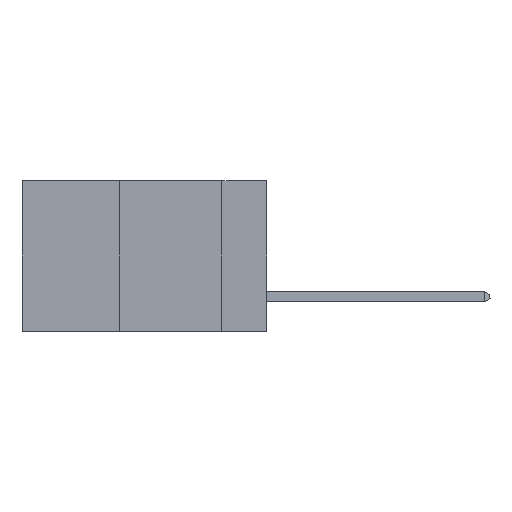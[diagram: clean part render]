
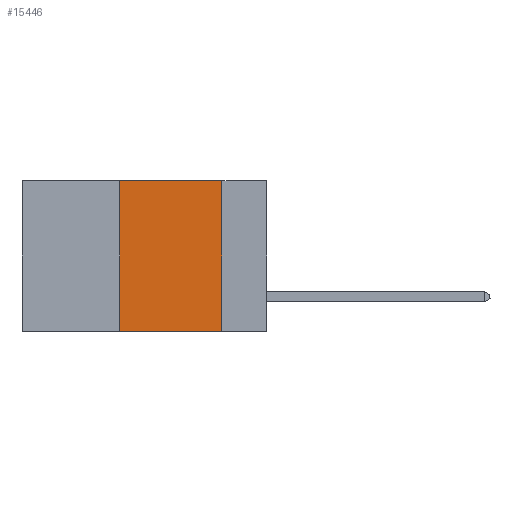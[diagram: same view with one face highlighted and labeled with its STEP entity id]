
A CAD part, left-side view. The second image highlights one B-rep face of the part: STEP entity #15446.
In plain terms, the highlighted planar face has unit normal (-1, 0, 0).
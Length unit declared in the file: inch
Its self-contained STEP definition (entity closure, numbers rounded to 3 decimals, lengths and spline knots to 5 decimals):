
#773 = VERTEX_POINT ( 'NONE', #890 ) ;
#890 = CARTESIAN_POINT ( 'NONE',  ( 0., 0.36, 0. ) ) ;
#1544 = ORIENTED_EDGE ( 'NONE', *, *, #30898, .F. ) ;
#2542 = CARTESIAN_POINT ( 'NONE',  ( 0., 0.6, 0. ) ) ;
#3383 = LINE ( 'NONE', #19453, #6601 ) ;
#4275 = ORIENTED_EDGE ( 'NONE', *, *, #30301, .T. ) ;
#4808 = VERTEX_POINT ( 'NONE', #14965 ) ;
#5800 = VECTOR ( 'NONE', #22573, 39.37008 ) ;
#6601 = VECTOR ( 'NONE', #25570, 39.37008 ) ;
#8630 = LINE ( 'NONE', #27975, #5800 ) ;
#8678 = PLANE ( 'NONE',  #11366 ) ;
#10256 = VERTEX_POINT ( 'NONE', #33845 ) ;
#10666 = ORIENTED_EDGE ( 'NONE', *, *, #35905, .F. ) ;
#10957 = VECTOR ( 'NONE', #29696, 39.37008 ) ;
#11366 = AXIS2_PLACEMENT_3D ( 'NONE', #2542, #35448, #23432 ) ;
#14965 = CARTESIAN_POINT ( 'NONE',  ( 0., 0.36, -0.37 ) ) ;
#15446 = ADVANCED_FACE ( 'NONE', ( #30558 ), #8678, .F. ) ;
#17006 = CARTESIAN_POINT ( 'NONE',  ( 0., 0.36, 0. ) ) ;
#19453 = CARTESIAN_POINT ( 'NONE',  ( 0., 0.6, -0.37 ) ) ;
#20921 = ORIENTED_EDGE ( 'NONE', *, *, #30462, .F. ) ;
#21151 = CARTESIAN_POINT ( 'NONE',  ( 0., 0.11, 0. ) ) ;
#22573 = DIRECTION ( 'NONE',  ( 0., -1., 0. ) ) ;
#23432 = DIRECTION ( 'NONE',  ( 0., 0., -1. ) ) ;
#25570 = DIRECTION ( 'NONE',  ( 0., -1., 0. ) ) ;
#27975 = CARTESIAN_POINT ( 'NONE',  ( 0., 0.6, 0. ) ) ;
#29696 = DIRECTION ( 'NONE',  ( 0., 0., -1. ) ) ;
#29927 = LINE ( 'NONE', #17006, #34092 ) ;
#30180 = VERTEX_POINT ( 'NONE', #30694 ) ;
#30301 = EDGE_CURVE ( 'NONE', #4808, #30180, #3383, .T. ) ;
#30462 = EDGE_CURVE ( 'NONE', #4808, #773, #29927, .T. ) ;
#30558 = FACE_OUTER_BOUND ( 'NONE', #34337, .T. ) ;
#30694 = CARTESIAN_POINT ( 'NONE',  ( 0., 0.11, -0.37 ) ) ;
#30898 = EDGE_CURVE ( 'NONE', #773, #10256, #8630, .T. ) ;
#33201 = LINE ( 'NONE', #21151, #10957 ) ;
#33845 = CARTESIAN_POINT ( 'NONE',  ( 0., 0.11, 0. ) ) ;
#34092 = VECTOR ( 'NONE', #37891, 39.37008 ) ;
#34337 = EDGE_LOOP ( 'NONE', ( #10666, #1544, #20921, #4275 ) ) ;
#35448 = DIRECTION ( 'NONE',  ( 1., 0., 0. ) ) ;
#35905 = EDGE_CURVE ( 'NONE', #10256, #30180, #33201, .T. ) ;
#37891 = DIRECTION ( 'NONE',  ( 0., 0., 1. ) ) ;
